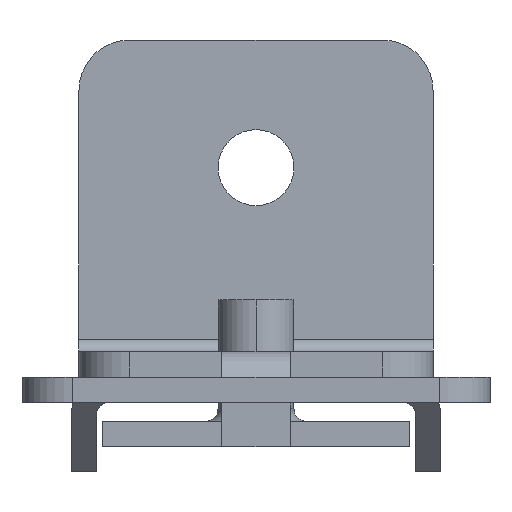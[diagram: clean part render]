
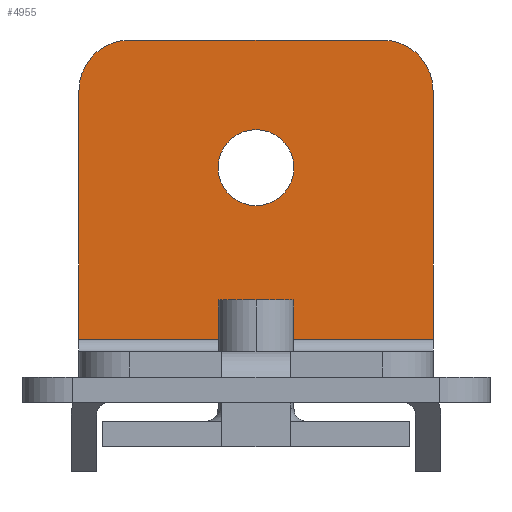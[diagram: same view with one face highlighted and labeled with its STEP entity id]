
A CAD part, left-side view. The second image highlights one B-rep face of the part: STEP entity #4955.
In plain terms, the highlighted planar face has unit normal (-1, 0, 0).
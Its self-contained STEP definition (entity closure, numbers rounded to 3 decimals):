
#4195=CARTESIAN_POINT('',(4062.057,1034.671,16.56));
#4196=DIRECTION('',(1.,0.,0.));
#4197=DIRECTION('',(0.,1.,0.));
#4198=AXIS2_PLACEMENT_3D('',#4195,#4196,#4197);
#4203=CARTESIAN_POINT('',(4062.057,1034.671,16.56));
#4204=DIRECTION('',(1.,0.,0.));
#4205=DIRECTION('',(0.,-1.,0.));
#4206=AXIS2_PLACEMENT_3D('',#4203,#4204,#4205);
#4211=DIRECTION('',(0.,-1.,0.));
#4212=VECTOR('',#4211,28.);
#4213=CARTESIAN_POINT('',(4062.057,1048.671,3.));
#4214=LINE('',#4213,#4212);
#4218=DIRECTION('',(0.,0.,1.));
#4219=VECTOR('',#4218,19.65);
#4220=CARTESIAN_POINT('',(4062.057,1048.671,3.));
#4221=LINE('',#4220,#4219);
#4225=CARTESIAN_POINT('',(4062.057,1044.671,22.65));
#4226=DIRECTION('',(-1.,0.,0.));
#4227=DIRECTION('',(0.,0.,1.));
#4228=AXIS2_PLACEMENT_3D('',#4225,#4226,#4227);
#4233=CARTESIAN_POINT('',(4062.057,1024.671,22.65));
#4234=DIRECTION('',(-1.,0.,0.));
#4235=DIRECTION('',(0.,-1.,0.));
#4236=AXIS2_PLACEMENT_3D('',#4233,#4234,#4235);
#4272=DIRECTION('',(0.,0.,1.));
#4273=VECTOR('',#4272,19.65);
#4274=CARTESIAN_POINT('',(4062.057,1020.671,3.));
#4275=LINE('',#4274,#4273);
#4335=DIRECTION('',(0.,-1.,0.));
#4336=VECTOR('',#4335,20.);
#4337=CARTESIAN_POINT('',(4062.057,1044.671,26.65));
#4338=LINE('',#4337,#4336);
#4477=CARTESIAN_POINT('',(4062.057,1044.671,26.65));
#4478=CARTESIAN_POINT('',(4062.057,1048.671,22.65));
#4479=VERTEX_POINT('',#4477);
#4480=VERTEX_POINT('',#4478);
#4489=CARTESIAN_POINT('',(4062.057,1020.671,22.65));
#4490=VERTEX_POINT('',#4489);
#4491=CARTESIAN_POINT('',(4062.057,1024.671,26.65));
#4492=VERTEX_POINT('',#4491);
#4513=CARTESIAN_POINT('',(4062.057,1037.671,16.56));
#4514=CARTESIAN_POINT('',(4062.057,1031.671,16.56));
#4515=VERTEX_POINT('',#4513);
#4516=VERTEX_POINT('',#4514);
#4521=CARTESIAN_POINT('',(4062.057,1048.671,3.));
#4522=CARTESIAN_POINT('',(4062.057,1020.671,3.));
#4523=VERTEX_POINT('',#4521);
#4524=VERTEX_POINT('',#4522);
#4933=CARTESIAN_POINT('',(4062.057,1048.671,2.));
#4934=DIRECTION('',(-1.,0.,0.));
#4935=DIRECTION('',(0.,-1.,0.));
#4936=AXIS2_PLACEMENT_3D('',#4933,#4934,#4935);
#4937=PLANE('',#4936);
#4939=ORIENTED_EDGE('',*,*,#4938,.F.);
#4940=ORIENTED_EDGE('',*,*,#4765,.T.);
#4942=ORIENTED_EDGE('',*,*,#4941,.F.);
#4944=ORIENTED_EDGE('',*,*,#4943,.T.);
#4946=ORIENTED_EDGE('',*,*,#4945,.F.);
#4948=ORIENTED_EDGE('',*,*,#4947,.F.);
#4949=EDGE_LOOP('',(#4939,#4940,#4942,#4944,#4946,#4948));
#4950=FACE_OUTER_BOUND('',#4949,.F.);
#4951=ORIENTED_EDGE('',*,*,#4890,.F.);
#4952=ORIENTED_EDGE('',*,*,#4917,.F.);
#4953=EDGE_LOOP('',(#4951,#4952));
#4954=FACE_BOUND('',#4953,.F.);
#4199=CIRCLE('',#4198,3.);
#4207=CIRCLE('',#4206,3.);
#4229=CIRCLE('',#4228,4.);
#4237=CIRCLE('',#4236,4.);
#4765=EDGE_CURVE('',#4523,#4480,#4221,.T.);
#4890=EDGE_CURVE('',#4515,#4516,#4199,.T.);
#4917=EDGE_CURVE('',#4516,#4515,#4207,.T.);
#4938=EDGE_CURVE('',#4523,#4524,#4214,.T.);
#4941=EDGE_CURVE('',#4479,#4480,#4229,.T.);
#4943=EDGE_CURVE('',#4479,#4492,#4338,.T.);
#4945=EDGE_CURVE('',#4490,#4492,#4237,.T.);
#4947=EDGE_CURVE('',#4524,#4490,#4275,.T.);
#4955=ADVANCED_FACE('',(#4950,#4954),#4937,.T.);
